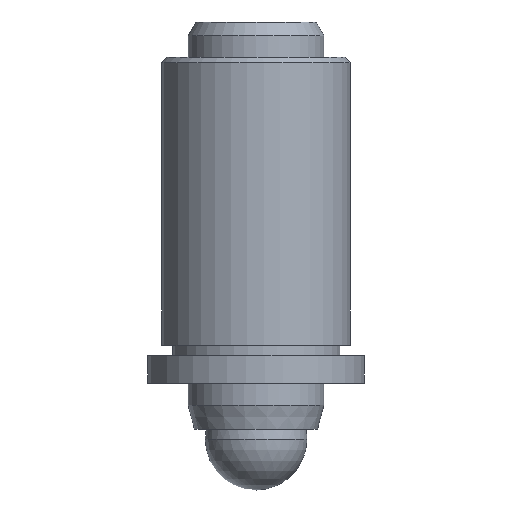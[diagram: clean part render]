
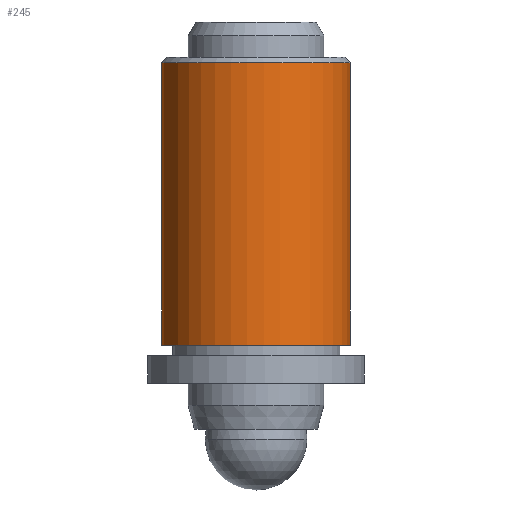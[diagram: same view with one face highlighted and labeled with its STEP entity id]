
A CAD part, front view. The second image highlights one B-rep face of the part: STEP entity #245.
In plain terms, the highlighted cylindrical face has radius 4.432 mm (diameter 8.865 mm), a partial arc.
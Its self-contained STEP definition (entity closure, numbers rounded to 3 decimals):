
#39 = EDGE_LOOP ( 'NONE', ( #1803, #1116, #865, #437 ) ) ;
#60 = DIRECTION ( 'NONE',  ( 0., 0., -1. ) ) ;
#65 = VERTEX_POINT ( 'NONE', #513 ) ;
#89 = EDGE_CURVE ( 'NONE', #1918, #1630, #406, .T. ) ;
#99 = DIRECTION ( 'NONE',  ( 0., 0., -1. ) ) ;
#115 = DIRECTION ( 'NONE',  ( -0.997, -0.081, 0. ) ) ;
#125 = EDGE_CURVE ( 'NONE', #651, #1918, #554, .T. ) ;
#245 = ADVANCED_FACE ( 'NONE', ( #1915 ), #1692, .T. ) ;
#314 = AXIS2_PLACEMENT_3D ( 'NONE', #667, #347, #1544 ) ;
#347 = DIRECTION ( 'NONE',  ( 0., 0., -1. ) ) ;
#406 = LINE ( 'NONE', #663, #952 ) ;
#410 = CARTESIAN_POINT ( 'NONE',  ( 0.159, 4.975, -11.683 ) ) ;
#437 = ORIENTED_EDGE ( 'NONE', *, *, #1861, .F. ) ;
#513 = CARTESIAN_POINT ( 'NONE',  ( 8.994, 5.689, -11.683 ) ) ;
#545 = CARTESIAN_POINT ( 'NONE',  ( 4.577, 5.332, 1.525 ) ) ;
#554 = CIRCLE ( 'NONE', #1745, 4.432 ) ;
#651 = VERTEX_POINT ( 'NONE', #1578 ) ;
#663 = CARTESIAN_POINT ( 'NONE',  ( 0.159, 4.975, -13.461 ) ) ;
#667 = CARTESIAN_POINT ( 'NONE',  ( 4.577, 5.332, -11.683 ) ) ;
#766 = VECTOR ( 'NONE', #99, 1000. ) ;
#865 = ORIENTED_EDGE ( 'NONE', *, *, #89, .T. ) ;
#952 = VECTOR ( 'NONE', #1868, 1000. ) ;
#1010 = CARTESIAN_POINT ( 'NONE',  ( 4.577, 5.332, -13.461 ) ) ;
#1116 = ORIENTED_EDGE ( 'NONE', *, *, #125, .T. ) ;
#1162 = LINE ( 'NONE', #1767, #766 ) ;
#1394 = AXIS2_PLACEMENT_3D ( 'NONE', #1010, #60, #115 ) ;
#1544 = DIRECTION ( 'NONE',  ( -0.997, -0.081, 0. ) ) ;
#1547 = EDGE_CURVE ( 'NONE', #651, #65, #1162, .T. ) ;
#1578 = CARTESIAN_POINT ( 'NONE',  ( 8.994, 5.689, 1.525 ) ) ;
#1599 = DIRECTION ( 'NONE',  ( 0., 0., -1. ) ) ;
#1605 = DIRECTION ( 'NONE',  ( -0.997, -0.081, 0. ) ) ;
#1629 = CIRCLE ( 'NONE', #314, 4.432 ) ;
#1630 = VERTEX_POINT ( 'NONE', #410 ) ;
#1692 = CYLINDRICAL_SURFACE ( 'NONE', #1394, 4.432 ) ;
#1745 = AXIS2_PLACEMENT_3D ( 'NONE', #545, #1599, #1605 ) ;
#1767 = CARTESIAN_POINT ( 'NONE',  ( 8.994, 5.689, -13.461 ) ) ;
#1803 = ORIENTED_EDGE ( 'NONE', *, *, #1547, .F. ) ;
#1845 = CARTESIAN_POINT ( 'NONE',  ( 0.159, 4.975, 1.525 ) ) ;
#1861 = EDGE_CURVE ( 'NONE', #65, #1630, #1629, .T. ) ;
#1868 = DIRECTION ( 'NONE',  ( 0., 0., -1. ) ) ;
#1915 = FACE_OUTER_BOUND ( 'NONE', #39, .T. ) ;
#1918 = VERTEX_POINT ( 'NONE', #1845 ) ;
